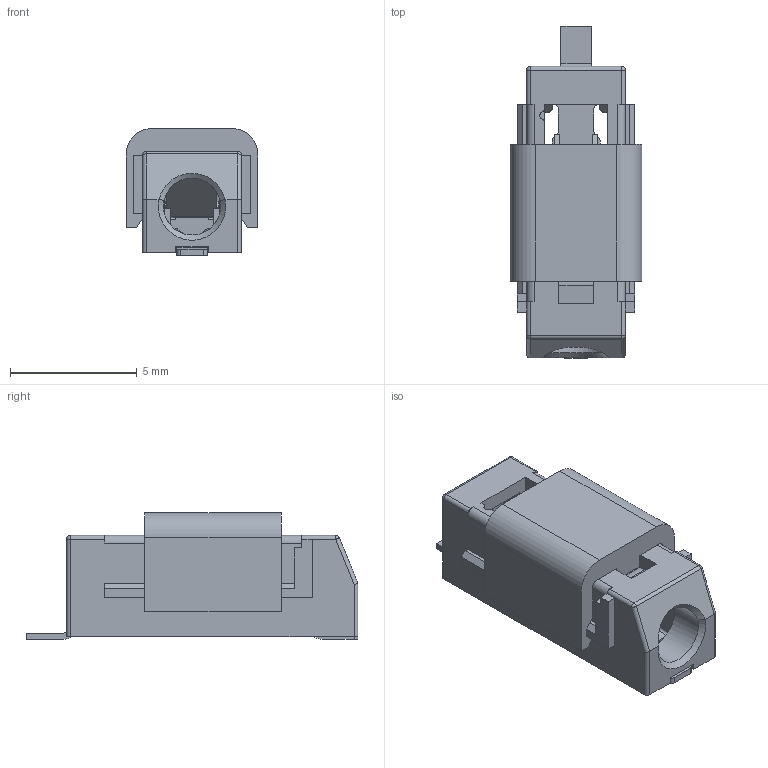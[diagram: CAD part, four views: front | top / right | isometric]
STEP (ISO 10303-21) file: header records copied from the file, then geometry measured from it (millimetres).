
FILE_DESCRIPTION(/* description */ ('Unknown'),/* implementation_level */ '2;1');
FILE_NAME(/* name */ '695401300222',/* time_stamp */ '2023-04-20T13:41:21+02:00',/* author */ ('Unknown'),/* organization */ ('Unknown'),/* preprocessor_version */ 'ST-DEVELOPER v18.102',/* originating_system */ 'Solid Edge',/* authorisation */ 'Unknown');
FILE_SCHEMA (('AUTOMOTIVE_DESIGN {1 0 10303 214 3 1 1}'));
Length unit declared in the file: millimetre
Products named in the file (4): 6954xx300222; 695401300222_Housing; 695401300222_Cover; 6954xx300222_Pin
Assembly tree (3 placements, depth 2):
  6954xx300222
    695401300222_Housing
    695401300222_Cover
    6954xx300222_Pin
Bounding box: 5.2 x 13.1 x 5 mm (x, y, z)
Volume: 135.1 mm3; surface area: 585 mm2
Topology: 3 solids, 3 shells, 403 faces, 1137 edges, 732 vertices
Faces by surface type: plane 269, cylinder 120, bspline 9, sphere 4, cone 1
Full cylindrical faces by diameter (mm): 2.25 x1
Entity records: 13091 total; most frequent: CARTESIAN_POINT 2450, ORIENTED_EDGE 2262, DIRECTION 2162, EDGE_CURVE 1131, LINE 860, VECTOR 860, VERTEX_POINT 731, AXIS2_PLACEMENT_3D 651
